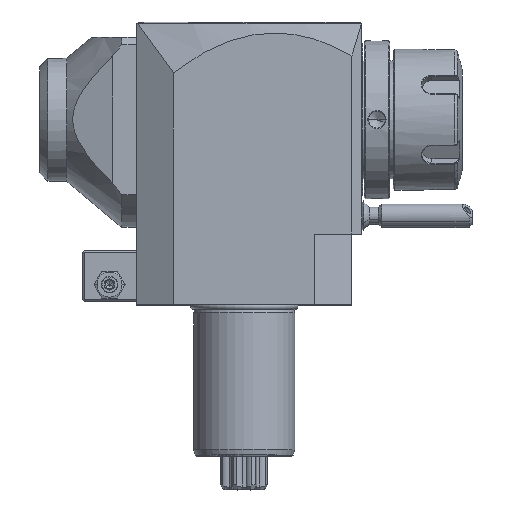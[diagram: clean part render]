
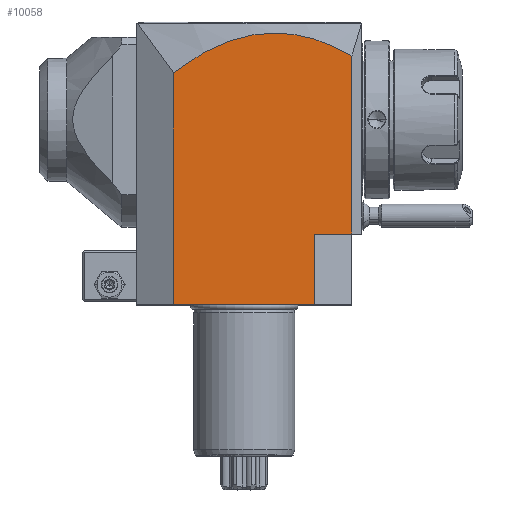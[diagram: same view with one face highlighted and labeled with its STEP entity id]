
A CAD part, top view. The second image highlights one B-rep face of the part: STEP entity #10058.
In plain terms, the highlighted planar face has unit normal (0, 0, 1).
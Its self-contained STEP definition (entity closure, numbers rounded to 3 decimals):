
#5=DIRECTION('',(-1.,0.,0.));
#6=VECTOR('',#5,42.);
#7=CARTESIAN_POINT('',(21.,0.,32.));
#8=LINE('',#7,#6);
#43=DIRECTION('',(0.,-1.,0.));
#44=VECTOR('',#43,68.907);
#45=CARTESIAN_POINT('',(-21.,68.907,32.));
#46=LINE('',#45,#44);
#67=CARTESIAN_POINT('',(-21.,68.907,32.));
#68=CARTESIAN_POINT('',(-12.549,75.594,32.));
#69=CARTESIAN_POINT('',(4.714,83.449,32.));
#70=CARTESIAN_POINT('',(22.752,79.415,32.));
#71=CARTESIAN_POINT('',(32.,73.883,32.));
#73=DIRECTION('',(0.,-1.,0.));
#74=VECTOR('',#73,52.883);
#75=CARTESIAN_POINT('',(32.,73.883,32.));
#76=LINE('',#75,#74);
#85=DIRECTION('',(0.,1.,0.));
#86=VECTOR('',#85,21.);
#87=CARTESIAN_POINT('',(21.,0.,32.));
#88=LINE('',#87,#86);
#97=DIRECTION('',(1.,0.,0.));
#98=VECTOR('',#97,11.);
#99=CARTESIAN_POINT('',(21.,21.,32.));
#100=LINE('',#99,#98);
#9293=VERTEX_POINT('',#67);
#9294=VERTEX_POINT('',#71);
#9295=CARTESIAN_POINT('',(32.,21.,32.));
#9296=VERTEX_POINT('',#9295);
#9350=CARTESIAN_POINT('',(21.,21.,32.));
#9351=VERTEX_POINT('',#9350);
#9764=CARTESIAN_POINT('',(-21.,0.,32.));
#9766=VERTEX_POINT('',#9764);
#9778=CARTESIAN_POINT('',(21.,0.,32.));
#9779=VERTEX_POINT('',#9778);
#10041=CARTESIAN_POINT('',(-35.103,21.,32.));
#10042=DIRECTION('',(0.,0.,1.));
#10043=DIRECTION('',(1.,0.,0.));
#10044=AXIS2_PLACEMENT_3D('',#10041,#10042,#10043);
#10045=PLANE('',#10044);
#10047=ORIENTED_EDGE('',*,*,#10046,.F.);
#10048=ORIENTED_EDGE('',*,*,#9993,.T.);
#10049=ORIENTED_EDGE('',*,*,#10027,.F.);
#10051=ORIENTED_EDGE('',*,*,#10050,.T.);
#10053=ORIENTED_EDGE('',*,*,#10052,.T.);
#10055=ORIENTED_EDGE('',*,*,#10054,.F.);
#10056=EDGE_LOOP('',(#10047,#10048,#10049,#10051,#10053,#10055));
#10057=FACE_OUTER_BOUND('',#10056,.F.);
#72=B_SPLINE_CURVE_WITH_KNOTS('',3,(#67,#68,#69,#70,#71),.UNSPECIFIED.,.F.,.F.,(
4,1,4),(0.,0.5,1.),.UNSPECIFIED.);
#9993=EDGE_CURVE('',#9779,#9766,#8,.T.);
#10027=EDGE_CURVE('',#9293,#9766,#46,.T.);
#10046=EDGE_CURVE('',#9779,#9351,#88,.T.);
#10050=EDGE_CURVE('',#9293,#9294,#72,.T.);
#10052=EDGE_CURVE('',#9294,#9296,#76,.T.);
#10054=EDGE_CURVE('',#9351,#9296,#100,.T.);
#10058=ADVANCED_FACE('',(#10057),#10045,.T.);
